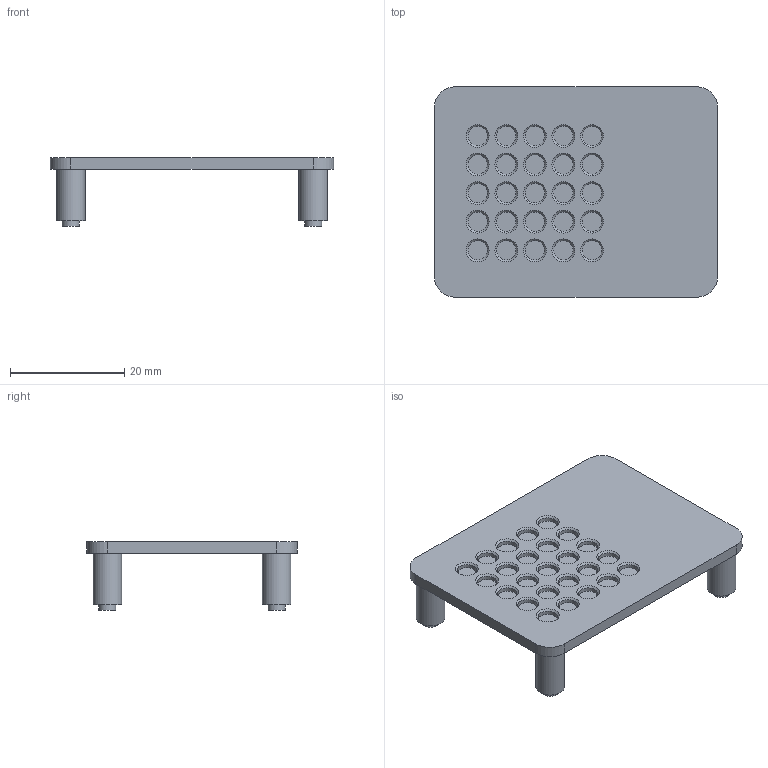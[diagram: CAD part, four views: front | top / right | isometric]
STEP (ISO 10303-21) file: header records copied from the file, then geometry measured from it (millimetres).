
FILE_DESCRIPTION(/* description */ (''),/* implementation_level */ '2;1');
FILE_NAME(/* name */ '',/* time_stamp */ '2024-03-21T21:05:18+08:00',/* author */ (''),/* organization */ (''),/* preprocessor_version */ 'ST-DEVELOPER v20',/* originating_system */ 'Autodesk Translation Framework v12.14.0.127',/* authorisation */ '');
FILE_SCHEMA (('AUTOMOTIVE_DESIGN { 1 0 10303 214 3 1 1 }'));
Length unit declared in the file: millimetre
Products named in the file (1): 1mm高度测试架
Bounding box: 49.6 x 36.8 x 12 mm (x, y, z)
Volume: 4123.7 mm3; surface area: 4787.8 mm2
Topology: 1 solids, 1 shells, 101 faces, 173 edges, 107 vertices
Faces by surface type: plane 39, cylinder 37, cone 25
Full cylindrical faces by diameter (mm): 3 x4, 3.4 x25, 5 x4
Entity records: 2439 total; most frequent: DIRECTION 476, CARTESIAN_POINT 382, ORIENTED_EDGE 346, AXIS2_PLACEMENT_3D 201, EDGE_CURVE 173, EDGE_LOOP 134, VERTEX_POINT 107, FACE_OUTER_BOUND 101
